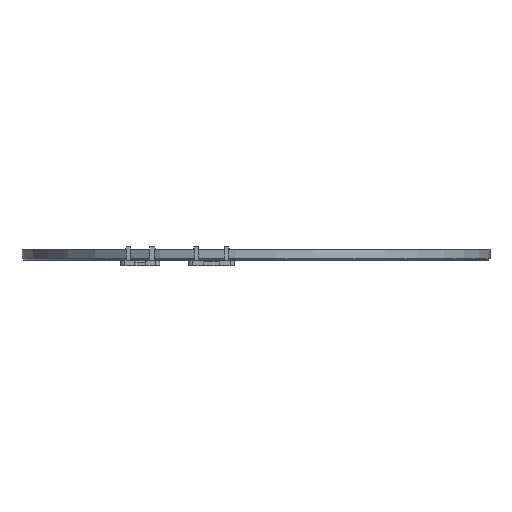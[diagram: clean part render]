
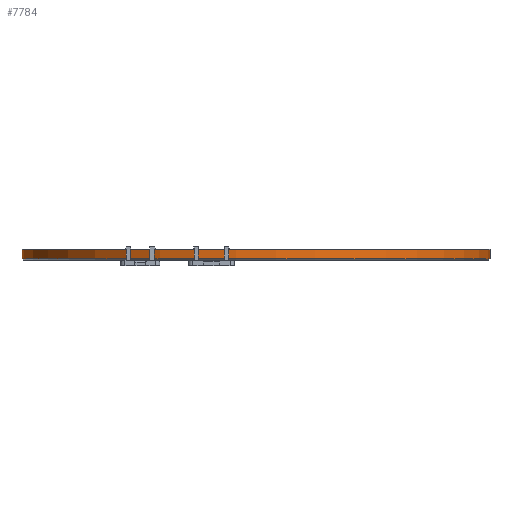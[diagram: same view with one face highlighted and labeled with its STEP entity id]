
A CAD part, front view. The second image highlights one B-rep face of the part: STEP entity #7784.
In plain terms, the highlighted cylindrical face has radius 86.5 mm (diameter 173 mm), a partial arc.
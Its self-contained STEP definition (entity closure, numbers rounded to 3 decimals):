
#608=CYLINDRICAL_SURFACE('',#8110,86.5);
#1204=FACE_OUTER_BOUND('',#1685,.T.);
#1685=EDGE_LOOP('',(#6988,#6989,#6990,#6991));
#2234=LINE('',#14540,#2893);
#2277=LINE('',#14679,#2936);
#2893=VECTOR('',#9033,10.);
#2936=VECTOR('',#9218,10.);
#3128=CIRCLE('',#8034,86.5);
#3155=CIRCLE('',#8107,86.5);
#3781=VERTEX_POINT('',#14517);
#3783=VERTEX_POINT('',#14523);
#3787=VERTEX_POINT('',#14539);
#3812=VERTEX_POINT('',#14673);
#4818=EDGE_CURVE('',#3783,#3781,#3128,.T.);
#4825=EDGE_CURVE('',#3781,#3787,#2234,.T.);
#4893=EDGE_CURVE('',#3787,#3812,#3155,.T.);
#4895=EDGE_CURVE('',#3812,#3783,#2277,.T.);
#6988=ORIENTED_EDGE('',*,*,#4818,.F.);
#6989=ORIENTED_EDGE('',*,*,#4895,.F.);
#6990=ORIENTED_EDGE('',*,*,#4893,.F.);
#6991=ORIENTED_EDGE('',*,*,#4825,.F.);
#7784=ADVANCED_FACE('',(#1204),#608,.T.);
#8034=AXIS2_PLACEMENT_3D('',#14525,#9016,#9017);
#8107=AXIS2_PLACEMENT_3D('',#14675,#9210,#9211);
#8110=AXIS2_PLACEMENT_3D('',#14678,#9216,#9217);
#9016=DIRECTION('center_axis',(0.,0.,1.));
#9017=DIRECTION('ref_axis',(-1.,0.,0.));
#9033=DIRECTION('',(0.,0.,-1.));
#9210=DIRECTION('center_axis',(0.,0.,-1.));
#9211=DIRECTION('ref_axis',(-1.,0.,0.));
#9216=DIRECTION('center_axis',(0.,0.,-1.));
#9217=DIRECTION('ref_axis',(0.,-1.,0.));
#9218=DIRECTION('',(0.,0.,1.));
#14517=CARTESIAN_POINT('',(74.167,86.015,3.8));
#14523=CARTESIAN_POINT('',(-74.167,86.015,3.8));
#14525=CARTESIAN_POINT('Origin',(0.,41.5,3.8));
#14539=CARTESIAN_POINT('',(74.167,86.015,0.4));
#14540=CARTESIAN_POINT('',(74.167,86.015,4.));
#14673=CARTESIAN_POINT('',(-74.167,86.015,0.4));
#14675=CARTESIAN_POINT('Origin',(0.,41.5,0.4));
#14678=CARTESIAN_POINT('Origin',(0.,41.5,4.));
#14679=CARTESIAN_POINT('',(-74.167,86.015,4.));
